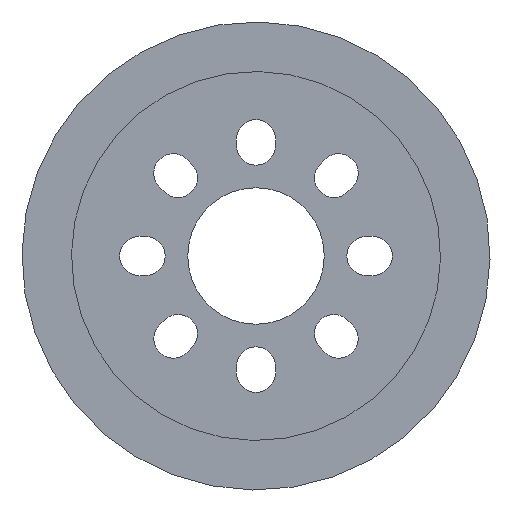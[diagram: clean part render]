
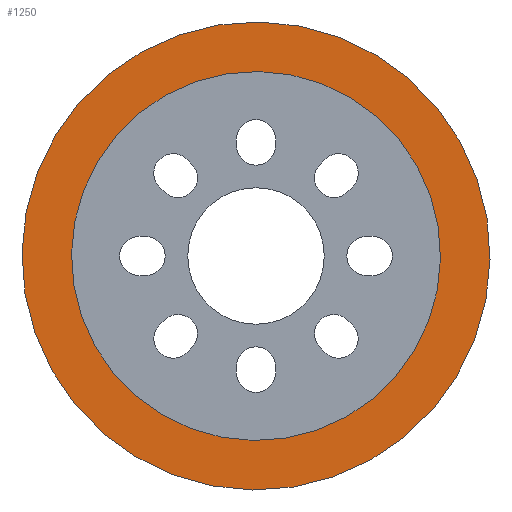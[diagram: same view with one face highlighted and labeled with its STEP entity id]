
A CAD part, front view. The second image highlights one B-rep face of the part: STEP entity #1250.
In plain terms, the highlighted face is planar.
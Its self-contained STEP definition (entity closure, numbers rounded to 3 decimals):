
#31 = DIRECTION ( 'NONE',  ( 0., 0., 1. ) ) ;
#34 = CIRCLE ( 'NONE', #1868, 18.92 ) ;
#134 = AXIS2_PLACEMENT_3D ( 'NONE', #1699, #1219, #1864 ) ;
#165 = CARTESIAN_POINT ( 'NONE',  ( 2.857, 0., 24. ) ) ;
#206 = CARTESIAN_POINT ( 'NONE',  ( 2.857, 0., 0. ) ) ;
#224 = FACE_OUTER_BOUND ( 'NONE', #2057, .T. ) ;
#239 = VERTEX_POINT ( 'NONE', #165 ) ;
#306 = CIRCLE ( 'NONE', #1432, 18.92 ) ;
#377 = DIRECTION ( 'NONE',  ( -1., 0., 0. ) ) ;
#428 = ORIENTED_EDGE ( 'NONE', *, *, #1654, .F. ) ;
#452 = VERTEX_POINT ( 'NONE', #1774 ) ;
#515 = DIRECTION ( 'NONE',  ( 0., 0., 1. ) ) ;
#523 = CARTESIAN_POINT ( 'NONE',  ( 2.857, 0., 0. ) ) ;
#533 = PLANE ( 'NONE',  #668 ) ;
#609 = EDGE_CURVE ( 'NONE', #1397, #452, #306, .T. ) ;
#632 = CIRCLE ( 'NONE', #922, 24. ) ;
#657 = ORIENTED_EDGE ( 'NONE', *, *, #609, .T. ) ;
#668 = AXIS2_PLACEMENT_3D ( 'NONE', #206, #1840, #681 ) ;
#681 = DIRECTION ( 'NONE',  ( 0., 0., -1. ) ) ;
#810 = VERTEX_POINT ( 'NONE', #878 ) ;
#875 = ORIENTED_EDGE ( 'NONE', *, *, #1242, .T. ) ;
#878 = CARTESIAN_POINT ( 'NONE',  ( 2.857, 0., -24. ) ) ;
#922 = AXIS2_PLACEMENT_3D ( 'NONE', #523, #1824, #1354 ) ;
#931 = EDGE_CURVE ( 'NONE', #810, #239, #1655, .T. ) ;
#963 = ORIENTED_EDGE ( 'NONE', *, *, #931, .F. ) ;
#967 = FACE_BOUND ( 'NONE', #1444, .T. ) ;
#1068 = CARTESIAN_POINT ( 'NONE',  ( 2.857, 0., 18.92 ) ) ;
#1219 = DIRECTION ( 'NONE',  ( -1., 0., 0. ) ) ;
#1242 = EDGE_CURVE ( 'NONE', #452, #1397, #34, .T. ) ;
#1250 = ADVANCED_FACE ( 'NONE', ( #967, #224 ), #533, .T. ) ;
#1354 = DIRECTION ( 'NONE',  ( 0., 0., 1. ) ) ;
#1397 = VERTEX_POINT ( 'NONE', #1068 ) ;
#1432 = AXIS2_PLACEMENT_3D ( 'NONE', #1491, #1958, #515 ) ;
#1444 = EDGE_LOOP ( 'NONE', ( #657, #875 ) ) ;
#1491 = CARTESIAN_POINT ( 'NONE',  ( 2.857, 0., 0. ) ) ;
#1654 = EDGE_CURVE ( 'NONE', #239, #810, #632, .T. ) ;
#1655 = CIRCLE ( 'NONE', #134, 24. ) ;
#1699 = CARTESIAN_POINT ( 'NONE',  ( 2.857, 0., 0. ) ) ;
#1774 = CARTESIAN_POINT ( 'NONE',  ( 2.857, 0., -18.92 ) ) ;
#1824 = DIRECTION ( 'NONE',  ( -1., 0., 0. ) ) ;
#1840 = DIRECTION ( 'NONE',  ( 1., 0., 0. ) ) ;
#1848 = CARTESIAN_POINT ( 'NONE',  ( 2.857, 0., 0. ) ) ;
#1864 = DIRECTION ( 'NONE',  ( 0., 0., 1. ) ) ;
#1868 = AXIS2_PLACEMENT_3D ( 'NONE', #1848, #377, #31 ) ;
#1958 = DIRECTION ( 'NONE',  ( -1., 0., 0. ) ) ;
#2057 = EDGE_LOOP ( 'NONE', ( #428, #963 ) ) ;
